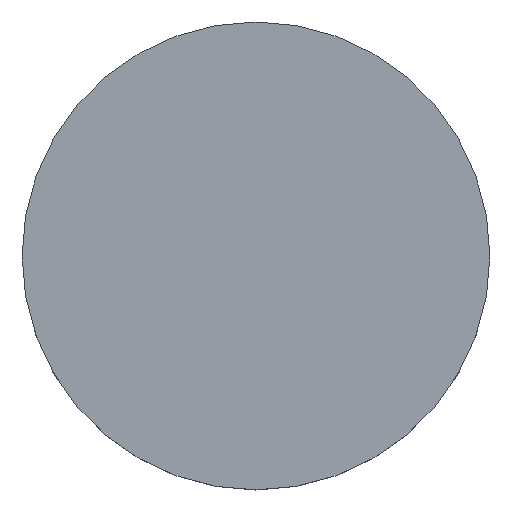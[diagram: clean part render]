
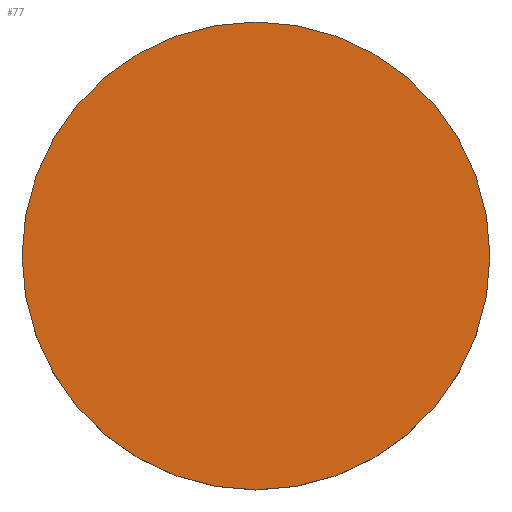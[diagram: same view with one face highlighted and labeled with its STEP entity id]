
A CAD part, top view. The second image highlights one B-rep face of the part: STEP entity #77.
In plain terms, the highlighted planar face has unit normal (0, 0, 1).
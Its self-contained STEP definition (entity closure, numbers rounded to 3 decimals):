
#8 = CIRCLE ( 'NONE', #60, 12.7 ) ;
#9 = CARTESIAN_POINT ( 'NONE',  ( 12.7, 0., 2. ) ) ;
#10 = DIRECTION ( 'NONE',  ( 0., 0., 1. ) ) ;
#17 = DIRECTION ( 'NONE',  ( 1., 0., 0. ) ) ;
#19 = EDGE_CURVE ( 'NONE', #170, #148, #172, .T. ) ;
#22 = EDGE_LOOP ( 'NONE', ( #74, #159 ) ) ;
#49 = FACE_OUTER_BOUND ( 'NONE', #22, .T. ) ;
#55 = AXIS2_PLACEMENT_3D ( 'NONE', #75, #155, #83 ) ;
#57 = AXIS2_PLACEMENT_3D ( 'NONE', #104, #101, #17 ) ;
#60 = AXIS2_PLACEMENT_3D ( 'NONE', #106, #10, #93 ) ;
#71 = EDGE_CURVE ( 'NONE', #148, #170, #8, .T. ) ;
#74 = ORIENTED_EDGE ( 'NONE', *, *, #71, .T. ) ;
#75 = CARTESIAN_POINT ( 'NONE',  ( 0., 0., 2. ) ) ;
#77 = ADVANCED_FACE ( 'NONE', ( #49 ), #92, .T. ) ;
#83 = DIRECTION ( 'NONE',  ( 1., 0., 0. ) ) ;
#92 = PLANE ( 'NONE',  #55 ) ;
#93 = DIRECTION ( 'NONE',  ( 1., 0., 0. ) ) ;
#101 = DIRECTION ( 'NONE',  ( 0., 0., 1. ) ) ;
#104 = CARTESIAN_POINT ( 'NONE',  ( 0., 0., 2. ) ) ;
#106 = CARTESIAN_POINT ( 'NONE',  ( 0., 0., 2. ) ) ;
#111 = CARTESIAN_POINT ( 'NONE',  ( -12.7, 0., 2. ) ) ;
#148 = VERTEX_POINT ( 'NONE', #111 ) ;
#155 = DIRECTION ( 'NONE',  ( 0., 0., 1. ) ) ;
#159 = ORIENTED_EDGE ( 'NONE', *, *, #19, .T. ) ;
#170 = VERTEX_POINT ( 'NONE', #9 ) ;
#172 = CIRCLE ( 'NONE', #57, 12.7 ) ;
